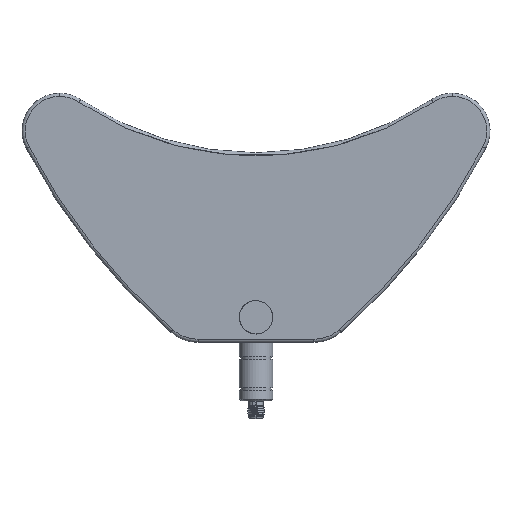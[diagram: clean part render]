
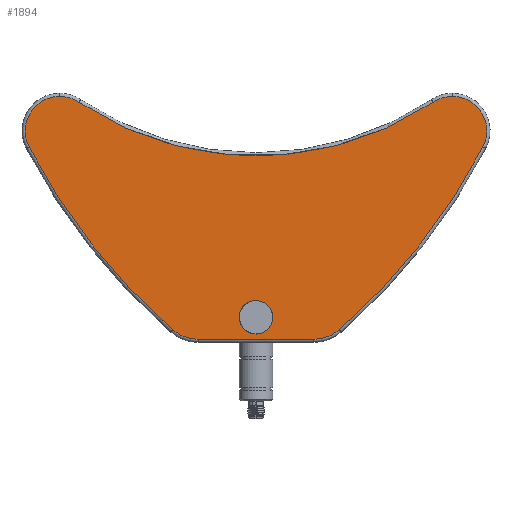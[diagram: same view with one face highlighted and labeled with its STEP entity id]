
A CAD part, front view. The second image highlights one B-rep face of the part: STEP entity #1894.
In plain terms, the highlighted planar face has unit normal (0, -1, 0).
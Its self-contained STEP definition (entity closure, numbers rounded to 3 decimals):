
#26 = CARTESIAN_POINT ( 'NONE',  ( 0., -11.5, -80.5 ) ) ;
#67 = VERTEX_POINT ( 'NONE', #4290 ) ;
#100 = VERTEX_POINT ( 'NONE', #3811 ) ;
#137 = CARTESIAN_POINT ( 'NONE',  ( 0., -11.5, -72.475 ) ) ;
#245 = EDGE_CURVE ( 'NONE', #2579, #100, #1765, .T. ) ;
#278 = DIRECTION ( 'NONE',  ( 0., 0., 1. ) ) ;
#280 = AXIS2_PLACEMENT_3D ( 'NONE', #3153, #2184, #2161 ) ;
#363 = AXIS2_PLACEMENT_3D ( 'NONE', #3663, #956, #574 ) ;
#369 = CIRCLE ( 'NONE', #1742, 152.5 ) ;
#416 = AXIS2_PLACEMENT_3D ( 'NONE', #1011, #516, #4398 ) ;
#423 = CARTESIAN_POINT ( 'NONE',  ( 27.647, -11.5, -72.5 ) ) ;
#428 = CARTESIAN_POINT ( 'NONE',  ( 140., -11.5, -91. ) ) ;
#443 = DIRECTION ( 'NONE',  ( 0., 0., 1. ) ) ;
#455 = VERTEX_POINT ( 'NONE', #1807 ) ;
#516 = DIRECTION ( 'NONE',  ( 0., -1., 0. ) ) ;
#574 = DIRECTION ( 'NONE',  ( 0., 0., 1. ) ) ;
#645 = VERTEX_POINT ( 'NONE', #4355 ) ;
#687 = EDGE_CURVE ( 'NONE', #1410, #3103, #2359, .T. ) ;
#737 = EDGE_CURVE ( 'NONE', #3103, #1410, #3727, .T. ) ;
#763 = CARTESIAN_POINT ( 'NONE',  ( 27.647, -11.5, -91. ) ) ;
#800 = ORIENTED_EDGE ( 'NONE', *, *, #1364, .T. ) ;
#805 = DIRECTION ( 'NONE',  ( 0., 0., 1. ) ) ;
#890 = AXIS2_PLACEMENT_3D ( 'NONE', #3661, #1635, #2607 ) ;
#916 = ORIENTED_EDGE ( 'NONE', *, *, #1440, .T. ) ;
#928 = EDGE_CURVE ( 'NONE', #100, #1376, #3585, .T. ) ;
#956 = DIRECTION ( 'NONE',  ( 0., 1., 0. ) ) ;
#959 = VERTEX_POINT ( 'NONE', #1480 ) ;
#978 = DIRECTION ( 'NONE',  ( 0., 1., 0. ) ) ;
#1011 = CARTESIAN_POINT ( 'NONE',  ( -93.812, -11.5, 8.506 ) ) ;
#1113 = CARTESIAN_POINT ( 'NONE',  ( 0., -11.5, -88.525 ) ) ;
#1163 = CARTESIAN_POINT ( 'NONE',  ( 93.812, -11.5, 8.506 ) ) ;
#1175 = EDGE_CURVE ( 'NONE', #3338, #3039, #369, .T. ) ;
#1176 = CARTESIAN_POINT ( 'NONE',  ( -93.812, -11.5, 8.506 ) ) ;
#1197 = ORIENTED_EDGE ( 'NONE', *, *, #1362, .T. ) ;
#1253 = CIRCLE ( 'NONE', #3560, 16.5 ) ;
#1333 = DIRECTION ( 'NONE',  ( 0., -1., 0. ) ) ;
#1362 = EDGE_CURVE ( 'NONE', #1376, #3803, #3202, .T. ) ;
#1364 = EDGE_CURVE ( 'NONE', #455, #3338, #2566, .T. ) ;
#1376 = VERTEX_POINT ( 'NONE', #3183 ) ;
#1387 = ORIENTED_EDGE ( 'NONE', *, *, #245, .T. ) ;
#1410 = VERTEX_POINT ( 'NONE', #1113 ) ;
#1440 = EDGE_CURVE ( 'NONE', #3039, #67, #4155, .T. ) ;
#1480 = CARTESIAN_POINT ( 'NONE',  ( 39.811, -11.5, -86.439 ) ) ;
#1537 = CIRCLE ( 'NONE', #890, 298.5 ) ;
#1629 = CARTESIAN_POINT ( 'NONE',  ( 156.458, -11.5, 138.463 ) ) ;
#1635 = DIRECTION ( 'NONE',  ( 0., -1., 0. ) ) ;
#1726 = ORIENTED_EDGE ( 'NONE', *, *, #3493, .T. ) ;
#1742 = AXIS2_PLACEMENT_3D ( 'NONE', #2335, #978, #3705 ) ;
#1765 = CIRCLE ( 'NONE', #2911, 298.5 ) ;
#1807 = CARTESIAN_POINT ( 'NONE',  ( 93.812, -11.5, 25.006 ) ) ;
#1832 = DIRECTION ( 'NONE',  ( 0., -1., 0. ) ) ;
#1894 = ADVANCED_FACE ( 'NONE', ( #3060, #2723 ), #4344, .F. ) ;
#2055 = CARTESIAN_POINT ( 'NONE',  ( 84.653, -11.5, 22.231 ) ) ;
#2160 = DIRECTION ( 'NONE',  ( 0., -1., 0. ) ) ;
#2161 = DIRECTION ( 'NONE',  ( 0., 0., 1. ) ) ;
#2184 = DIRECTION ( 'NONE',  ( 0., -1., 0. ) ) ;
#2211 = ORIENTED_EDGE ( 'NONE', *, *, #2711, .T. ) ;
#2242 = CIRCLE ( 'NONE', #3396, 16.5 ) ;
#2335 = CARTESIAN_POINT ( 'NONE',  ( 0., -11.5, 149.077 ) ) ;
#2359 = CIRCLE ( 'NONE', #3144, 8.025 ) ;
#2395 = DIRECTION ( 'NONE',  ( 0., 0., -1. ) ) ;
#2428 = VECTOR ( 'NONE', #2548, 1000. ) ;
#2439 = EDGE_CURVE ( 'NONE', #959, #645, #1537, .T. ) ;
#2450 = ORIENTED_EDGE ( 'NONE', *, *, #3795, .T. ) ;
#2529 = CARTESIAN_POINT ( 'NONE',  ( 93.812, -11.5, 8.506 ) ) ;
#2548 = DIRECTION ( 'NONE',  ( 1., 0., 0. ) ) ;
#2566 = CIRCLE ( 'NONE', #3790, 16.5 ) ;
#2579 = VERTEX_POINT ( 'NONE', #2690 ) ;
#2607 = DIRECTION ( 'NONE',  ( 0., 0., 1. ) ) ;
#2690 = CARTESIAN_POINT ( 'NONE',  ( -108.456, -11.5, 0.902 ) ) ;
#2711 = EDGE_CURVE ( 'NONE', #67, #2579, #1253, .T. ) ;
#2723 = FACE_BOUND ( 'NONE', #4415, .T. ) ;
#2886 = DIRECTION ( 'NONE',  ( 0., 0., 1. ) ) ;
#2911 = AXIS2_PLACEMENT_3D ( 'NONE', #1629, #3728, #278 ) ;
#3039 = VERTEX_POINT ( 'NONE', #3161 ) ;
#3060 = FACE_OUTER_BOUND ( 'NONE', #3211, .T. ) ;
#3070 = DIRECTION ( 'NONE',  ( 0., -1., 0. ) ) ;
#3091 = DIRECTION ( 'NONE',  ( 0., 0., -1. ) ) ;
#3103 = VERTEX_POINT ( 'NONE', #137 ) ;
#3144 = AXIS2_PLACEMENT_3D ( 'NONE', #26, #1333, #2395 ) ;
#3153 = CARTESIAN_POINT ( 'NONE',  ( -27.647, -11.5, -72.5 ) ) ;
#3161 = CARTESIAN_POINT ( 'NONE',  ( -84.653, -11.5, 22.231 ) ) ;
#3183 = CARTESIAN_POINT ( 'NONE',  ( -27.647, -11.5, -91. ) ) ;
#3202 = LINE ( 'NONE', #428, #2428 ) ;
#3211 = EDGE_LOOP ( 'NONE', ( #3818, #1726, #800, #3507, #916, #2211, #1387, #4236, #1197, #2450 ) ) ;
#3237 = AXIS2_PLACEMENT_3D ( 'NONE', #423, #3539, #805 ) ;
#3281 = AXIS2_PLACEMENT_3D ( 'NONE', #3469, #3070, #3091 ) ;
#3338 = VERTEX_POINT ( 'NONE', #2055 ) ;
#3396 = AXIS2_PLACEMENT_3D ( 'NONE', #1163, #2160, #443 ) ;
#3469 = CARTESIAN_POINT ( 'NONE',  ( 0., -11.5, -80.5 ) ) ;
#3493 = EDGE_CURVE ( 'NONE', #645, #455, #2242, .T. ) ;
#3507 = ORIENTED_EDGE ( 'NONE', *, *, #1175, .T. ) ;
#3539 = DIRECTION ( 'NONE',  ( 0., -1., 0. ) ) ;
#3560 = AXIS2_PLACEMENT_3D ( 'NONE', #1176, #3636, #3950 ) ;
#3585 = CIRCLE ( 'NONE', #280, 18.5 ) ;
#3636 = DIRECTION ( 'NONE',  ( 0., -1., 0. ) ) ;
#3661 = CARTESIAN_POINT ( 'NONE',  ( -156.458, -11.5, 138.463 ) ) ;
#3663 = CARTESIAN_POINT ( 'NONE',  ( 140., -11.5, 92.5 ) ) ;
#3705 = DIRECTION ( 'NONE',  ( 0., 0., 1. ) ) ;
#3727 = CIRCLE ( 'NONE', #3281, 8.025 ) ;
#3728 = DIRECTION ( 'NONE',  ( 0., -1., 0. ) ) ;
#3790 = AXIS2_PLACEMENT_3D ( 'NONE', #2529, #1832, #2886 ) ;
#3795 = EDGE_CURVE ( 'NONE', #3803, #959, #4042, .T. ) ;
#3803 = VERTEX_POINT ( 'NONE', #763 ) ;
#3811 = CARTESIAN_POINT ( 'NONE',  ( -39.811, -11.5, -86.439 ) ) ;
#3818 = ORIENTED_EDGE ( 'NONE', *, *, #2439, .T. ) ;
#3950 = DIRECTION ( 'NONE',  ( 0., 0., 1. ) ) ;
#4042 = CIRCLE ( 'NONE', #3237, 18.5 ) ;
#4155 = CIRCLE ( 'NONE', #416, 16.5 ) ;
#4236 = ORIENTED_EDGE ( 'NONE', *, *, #928, .T. ) ;
#4290 = CARTESIAN_POINT ( 'NONE',  ( -93.812, -11.5, 25.006 ) ) ;
#4330 = ORIENTED_EDGE ( 'NONE', *, *, #737, .F. ) ;
#4344 = PLANE ( 'NONE',  #363 ) ;
#4355 = CARTESIAN_POINT ( 'NONE',  ( 108.456, -11.5, 0.902 ) ) ;
#4398 = DIRECTION ( 'NONE',  ( 0., 0., 1. ) ) ;
#4415 = EDGE_LOOP ( 'NONE', ( #4460, #4330 ) ) ;
#4460 = ORIENTED_EDGE ( 'NONE', *, *, #687, .F. ) ;
